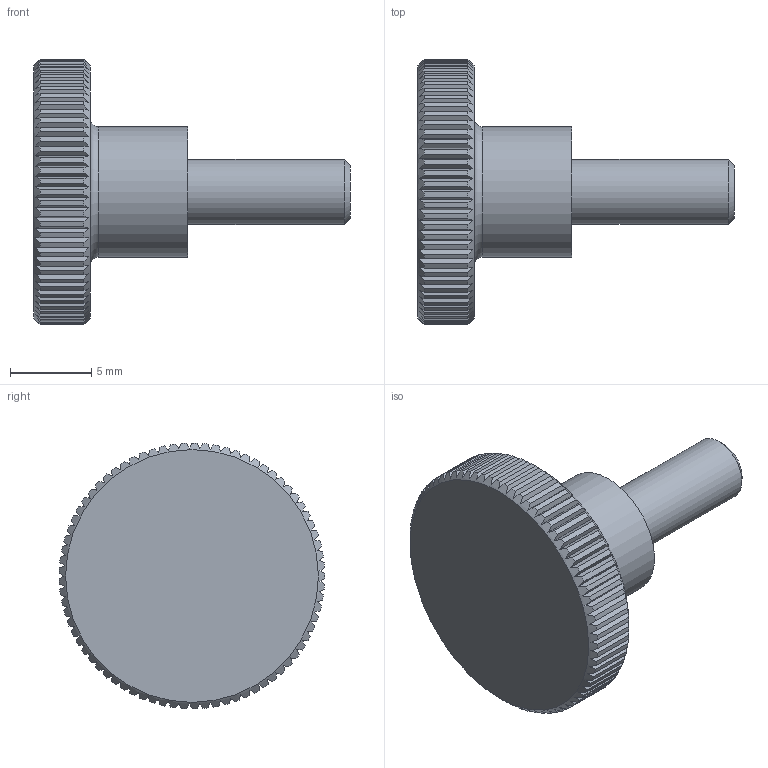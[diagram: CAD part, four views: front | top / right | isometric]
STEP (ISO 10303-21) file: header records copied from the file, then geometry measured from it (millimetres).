
FILE_DESCRIPTION (( 'STEP AP214' ), '1' );
FILE_NAME ('DIN 464 - M4 x 10 - -St --- 10ND.STEP', '2012-03-04T15:56:33', ( '' ), ( '' ), 'SwSTEP 2.0', 'SolidWorks 2011', '' );
FILE_SCHEMA (( 'AUTOMOTIVE_DESIGN' ));
Length unit declared in the file: millimetre
Products named in the file (1): DIN 464 - M4 x 10 - -St --- 10ND
Bounding box: 19.5 x 16.35 x 16.35 mm (x, y, z)
Volume: 1142.9 mm3; surface area: 919.6 mm2
Topology: 1 solids, 1 shells, 241 faces, 709 edges, 472 vertices
Faces by surface type: plane 158, cylinder 79, cone 3, torus 1
Full cylindrical faces by diameter (mm): 4 x1, 8 x1
Entity records: 8303 total; most frequent: CARTESIAN_POINT 2337, ORIENTED_EDGE 1402, DIRECTION 1039, EDGE_CURVE 701, VERTEX_POINT 470, AXIS2_PLACEMENT_3D 404, B_SPLINE_CURVE_WITH_KNOTS 308, EDGE_LOOP 249
